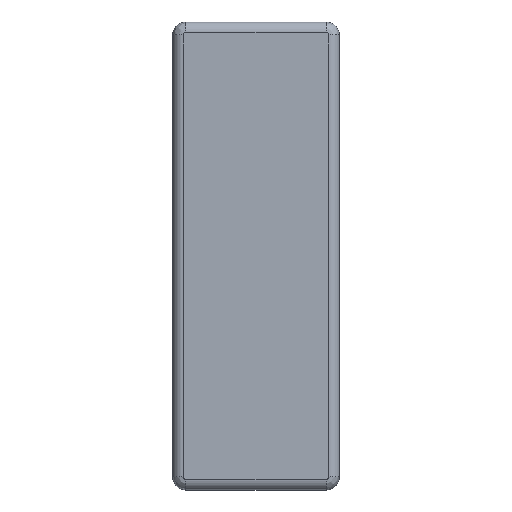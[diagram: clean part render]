
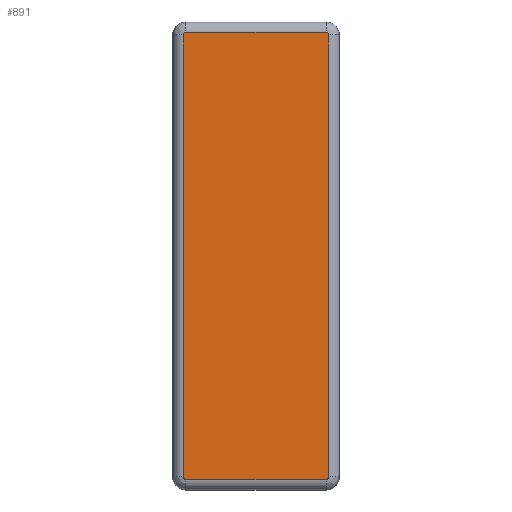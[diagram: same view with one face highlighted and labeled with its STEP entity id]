
A CAD part, top view. The second image highlights one B-rep face of the part: STEP entity #891.
In plain terms, the highlighted planar face has unit normal (0, 0, 1).
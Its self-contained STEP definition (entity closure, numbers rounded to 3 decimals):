
#25=PLANE('',#965);
#65=LINE('',#1415,#141);
#66=LINE('',#1419,#142);
#67=LINE('',#1423,#143);
#68=LINE('',#1427,#144);
#141=VECTOR('',#1097,1000.);
#142=VECTOR('',#1100,1000.);
#143=VECTOR('',#1103,1000.);
#144=VECTOR('',#1106,1000.);
#221=FACE_OUTER_BOUND('',#273,.T.);
#273=EDGE_LOOP('',(#635,#636,#637,#638,#639,#640,#641,#642));
#343=CIRCLE('',#966,0.5);
#344=CIRCLE('',#967,0.5);
#345=CIRCLE('',#968,0.5);
#346=CIRCLE('',#969,0.5);
#411=VERTEX_POINT('',#1413);
#412=VERTEX_POINT('',#1414);
#413=VERTEX_POINT('',#1416);
#414=VERTEX_POINT('',#1418);
#415=VERTEX_POINT('',#1420);
#416=VERTEX_POINT('',#1422);
#417=VERTEX_POINT('',#1424);
#418=VERTEX_POINT('',#1426);
#499=EDGE_CURVE('',#411,#412,#65,.T.);
#500=EDGE_CURVE('',#412,#413,#343,.T.);
#501=EDGE_CURVE('',#413,#414,#66,.T.);
#502=EDGE_CURVE('',#414,#415,#344,.T.);
#503=EDGE_CURVE('',#415,#416,#67,.T.);
#504=EDGE_CURVE('',#416,#417,#345,.T.);
#505=EDGE_CURVE('',#417,#418,#68,.T.);
#506=EDGE_CURVE('',#418,#411,#346,.T.);
#635=ORIENTED_EDGE('',*,*,#499,.T.);
#636=ORIENTED_EDGE('',*,*,#500,.T.);
#637=ORIENTED_EDGE('',*,*,#501,.T.);
#638=ORIENTED_EDGE('',*,*,#502,.T.);
#639=ORIENTED_EDGE('',*,*,#503,.T.);
#640=ORIENTED_EDGE('',*,*,#504,.T.);
#641=ORIENTED_EDGE('',*,*,#505,.T.);
#642=ORIENTED_EDGE('',*,*,#506,.T.);
#891=ADVANCED_FACE('',(#221),#25,.T.);
#965=AXIS2_PLACEMENT_3D('',#1412,#1095,#1096);
#966=AXIS2_PLACEMENT_3D('',#1417,#1098,#1099);
#967=AXIS2_PLACEMENT_3D('',#1421,#1101,#1102);
#968=AXIS2_PLACEMENT_3D('',#1425,#1104,#1105);
#969=AXIS2_PLACEMENT_3D('',#1428,#1107,#1108);
#1095=DIRECTION('center_axis',(0.,0.,
1.));
#1096=DIRECTION('ref_axis',(-1.,0.,0.));
#1097=DIRECTION('',(1.,0.,0.));
#1098=DIRECTION('center_axis',(0.,0.,
1.));
#1099=DIRECTION('ref_axis',(-1.,0.,0.));
#1100=DIRECTION('',(0.,1.,0.));
#1101=DIRECTION('center_axis',(0.,0.,
1.));
#1102=DIRECTION('ref_axis',(-1.,0.,0.));
#1103=DIRECTION('',(-1.,0.,0.));
#1104=DIRECTION('center_axis',(0.,0.,
1.));
#1105=DIRECTION('ref_axis',(-1.,0.,0.));
#1106=DIRECTION('',(0.,-1.,0.));
#1107=DIRECTION('center_axis',(0.,0.,
1.));
#1108=DIRECTION('ref_axis',(-1.,0.,0.));
#1412=CARTESIAN_POINT('Origin',(-29.,-42.5,16.));
#1413=CARTESIAN_POINT('',(-42.5,-85.5,16.));
#1414=CARTESIAN_POINT('',(-15.5,-85.5,16.));
#1415=CARTESIAN_POINT('',(-15.5,-85.5,16.));
#1416=CARTESIAN_POINT('',(-15.,-85.,16.));
#1417=CARTESIAN_POINT('Origin',(-15.5,-85.,16.));
#1418=CARTESIAN_POINT('',(-15.,0.,16.));
#1419=CARTESIAN_POINT('',(-15.,0.,16.));
#1420=CARTESIAN_POINT('',(-15.5,0.5,16.));
#1421=CARTESIAN_POINT('Origin',(-15.5,0.,16.));
#1422=CARTESIAN_POINT('',(-42.5,0.5,16.));
#1423=CARTESIAN_POINT('',(-42.5,0.5,16.));
#1424=CARTESIAN_POINT('',(-43.,0.,16.));
#1425=CARTESIAN_POINT('Origin',(-42.5,0.,16.));
#1426=CARTESIAN_POINT('',(-43.,-85.,16.));
#1427=CARTESIAN_POINT('',(-43.,-85.,16.));
#1428=CARTESIAN_POINT('Origin',(-42.5,-85.,16.));
